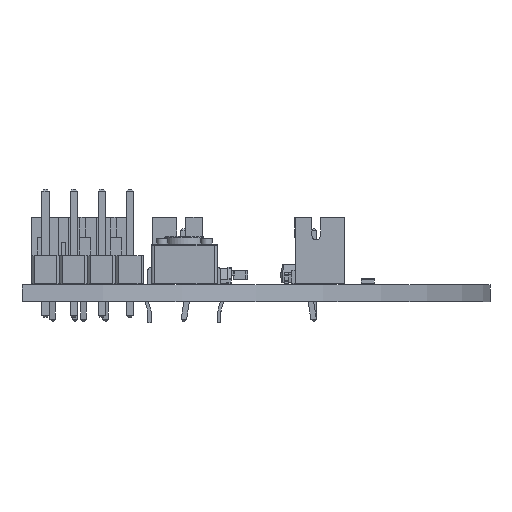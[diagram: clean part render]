
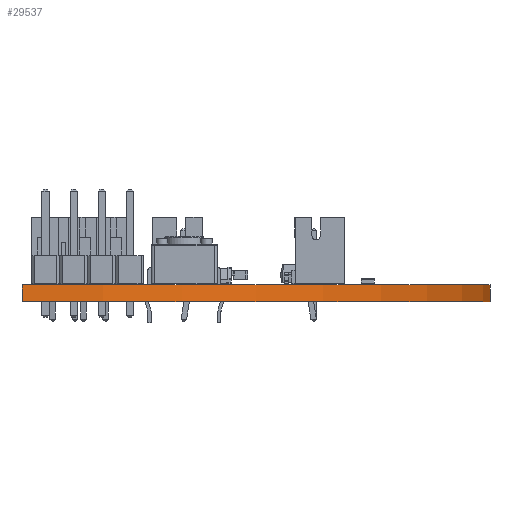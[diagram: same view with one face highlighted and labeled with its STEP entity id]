
A CAD part, left-side view. The second image highlights one B-rep face of the part: STEP entity #29537.
In plain terms, the highlighted cylindrical face has radius 42.291 mm (diameter 84.582 mm), a partial arc.
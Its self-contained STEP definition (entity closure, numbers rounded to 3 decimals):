
#29537 = ADVANCED_FACE('',(#29538),#29574,.T.);
#29538 = FACE_BOUND('',#29539,.T.);
#29539 = EDGE_LOOP('',(#29540,#29550,#29559,#29567));
#29540 = ORIENTED_EDGE('',*,*,#29541,.T.);
#29541 = EDGE_CURVE('',#29542,#29544,#29546,.T.);
#29542 = VERTEX_POINT('',#29543);
#29543 = CARTESIAN_POINT('',(215.281,-87.849,0.));
#29544 = VERTEX_POINT('',#29545);
#29545 = CARTESIAN_POINT('',(215.281,-87.849,1.51));
#29546 = LINE('',#29547,#29548);
#29547 = CARTESIAN_POINT('',(215.281,-87.849,0.));
#29548 = VECTOR('',#29549,1.);
#29549 = DIRECTION('',(0.,0.,1.));
#29550 = ORIENTED_EDGE('',*,*,#29551,.T.);
#29551 = EDGE_CURVE('',#29544,#29552,#29554,.T.);
#29552 = VERTEX_POINT('',#29553);
#29553 = CARTESIAN_POINT('',(130.699,-87.849,1.51));
#29554 = CIRCLE('',#29555,42.291);
#29555 = AXIS2_PLACEMENT_3D('',#29556,#29557,#29558);
#29556 = CARTESIAN_POINT('',(172.99,-87.849,1.51));
#29557 = DIRECTION('',(-0.,0.,-1.));
#29558 = DIRECTION('',(1.,0.,-0.));
#29559 = ORIENTED_EDGE('',*,*,#29560,.F.);
#29560 = EDGE_CURVE('',#29561,#29552,#29563,.T.);
#29561 = VERTEX_POINT('',#29562);
#29562 = CARTESIAN_POINT('',(130.699,-87.849,0.));
#29563 = LINE('',#29564,#29565);
#29564 = CARTESIAN_POINT('',(130.699,-87.849,0.));
#29565 = VECTOR('',#29566,1.);
#29566 = DIRECTION('',(0.,0.,1.));
#29567 = ORIENTED_EDGE('',*,*,#29568,.F.);
#29568 = EDGE_CURVE('',#29542,#29561,#29569,.T.);
#29569 = CIRCLE('',#29570,42.291);
#29570 = AXIS2_PLACEMENT_3D('',#29571,#29572,#29573);
#29571 = CARTESIAN_POINT('',(172.99,-87.849,0.));
#29572 = DIRECTION('',(-0.,0.,-1.));
#29573 = DIRECTION('',(1.,0.,-0.));
#29574 = CYLINDRICAL_SURFACE('',#29575,42.291);
#29575 = AXIS2_PLACEMENT_3D('',#29576,#29577,#29578);
#29576 = CARTESIAN_POINT('',(172.99,-87.849,0.));
#29577 = DIRECTION('',(-0.,0.,-1.));
#29578 = DIRECTION('',(1.,0.,-0.));
